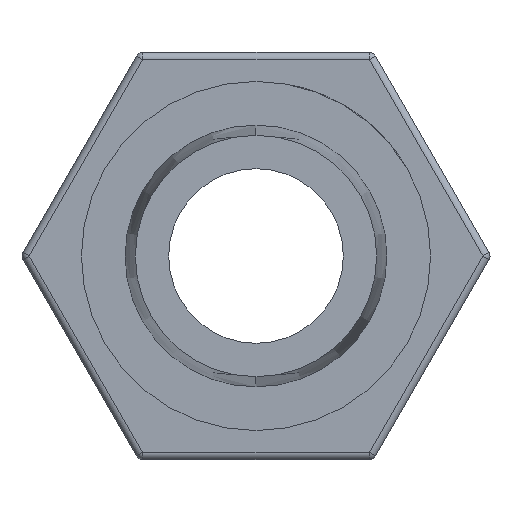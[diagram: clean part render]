
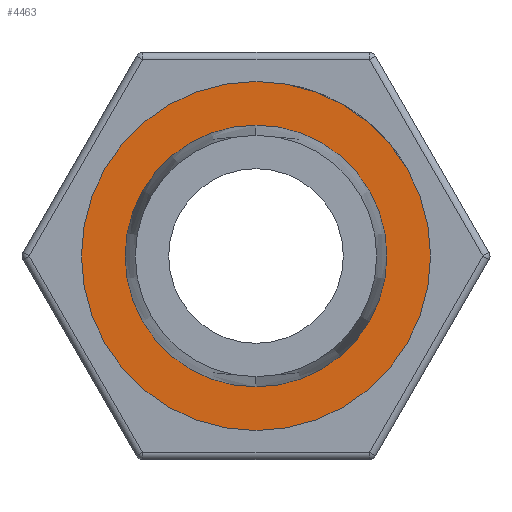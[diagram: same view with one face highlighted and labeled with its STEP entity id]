
A CAD part, left-side view. The second image highlights one B-rep face of the part: STEP entity #4463.
In plain terms, the highlighted planar face has unit normal (-1, 0, 0).
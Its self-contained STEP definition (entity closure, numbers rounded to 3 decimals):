
#131 = AXIS2_PLACEMENT_3D ( 'NONE', #5604, #1587, #1618 ) ;
#409 = AXIS2_PLACEMENT_3D ( 'NONE', #4969, #1389, #1044 ) ;
#414 = CARTESIAN_POINT ( 'NONE',  ( 7.5, 0., 6. ) ) ;
#574 = DIRECTION ( 'NONE',  ( 1., 0., 0. ) ) ;
#795 = EDGE_LOOP ( 'NONE', ( #3725, #5226 ) ) ;
#1044 = DIRECTION ( 'NONE',  ( 0., 0., 1. ) ) ;
#1389 = DIRECTION ( 'NONE',  ( -1., 0., 0. ) ) ;
#1404 = VERTEX_POINT ( 'NONE', #5618 ) ;
#1587 = DIRECTION ( 'NONE',  ( -1., 0., 0. ) ) ;
#1618 = DIRECTION ( 'NONE',  ( 0., 0., 1. ) ) ;
#1677 = CARTESIAN_POINT ( 'NONE',  ( 7.5, 0., 0. ) ) ;
#1707 = EDGE_CURVE ( 'NONE', #2068, #1404, #4759, .T. ) ;
#1864 = EDGE_CURVE ( 'NONE', #3509, #4922, #2247, .T. ) ;
#1880 = DIRECTION ( 'NONE',  ( -1., 0., 0. ) ) ;
#2068 = VERTEX_POINT ( 'NONE', #2210 ) ;
#2175 = DIRECTION ( 'NONE',  ( -1., 0., 0. ) ) ;
#2210 = CARTESIAN_POINT ( 'NONE',  ( 7.5, 0., 4.5 ) ) ;
#2247 = CIRCLE ( 'NONE', #3728, 6. ) ;
#2346 = FACE_BOUND ( 'NONE', #795, .T. ) ;
#2656 = EDGE_CURVE ( 'NONE', #4922, #3509, #2903, .T. ) ;
#2903 = CIRCLE ( 'NONE', #131, 6. ) ;
#2992 = EDGE_LOOP ( 'NONE', ( #3379, #4729 ) ) ;
#3379 = ORIENTED_EDGE ( 'NONE', *, *, #2656, .T. ) ;
#3443 = DIRECTION ( 'NONE',  ( 0., 0., 1. ) ) ;
#3464 = EDGE_CURVE ( 'NONE', #1404, #2068, #4767, .T. ) ;
#3509 = VERTEX_POINT ( 'NONE', #4594 ) ;
#3589 = CARTESIAN_POINT ( 'NONE',  ( 7.5, 0., 0. ) ) ;
#3725 = ORIENTED_EDGE ( 'NONE', *, *, #1707, .F. ) ;
#3728 = AXIS2_PLACEMENT_3D ( 'NONE', #3589, #1880, #5373 ) ;
#3730 = CARTESIAN_POINT ( 'NONE',  ( 7.5, 4.5, 0. ) ) ;
#4313 = AXIS2_PLACEMENT_3D ( 'NONE', #3730, #574, #5519 ) ;
#4463 = ADVANCED_FACE ( 'NONE', ( #2346, #5461 ), #4530, .F. ) ;
#4530 = PLANE ( 'NONE',  #4313 ) ;
#4594 = CARTESIAN_POINT ( 'NONE',  ( 7.5, 0., -6. ) ) ;
#4729 = ORIENTED_EDGE ( 'NONE', *, *, #1864, .T. ) ;
#4759 = CIRCLE ( 'NONE', #5507, 4.5 ) ;
#4767 = CIRCLE ( 'NONE', #409, 4.5 ) ;
#4922 = VERTEX_POINT ( 'NONE', #414 ) ;
#4969 = CARTESIAN_POINT ( 'NONE',  ( 7.5, 0., 0. ) ) ;
#5226 = ORIENTED_EDGE ( 'NONE', *, *, #3464, .F. ) ;
#5373 = DIRECTION ( 'NONE',  ( 0., 0., 1. ) ) ;
#5461 = FACE_OUTER_BOUND ( 'NONE', #2992, .T. ) ;
#5507 = AXIS2_PLACEMENT_3D ( 'NONE', #1677, #2175, #3443 ) ;
#5519 = DIRECTION ( 'NONE',  ( 0., 0., -1. ) ) ;
#5604 = CARTESIAN_POINT ( 'NONE',  ( 7.5, 0., 0. ) ) ;
#5618 = CARTESIAN_POINT ( 'NONE',  ( 7.5, 0., -4.5 ) ) ;
